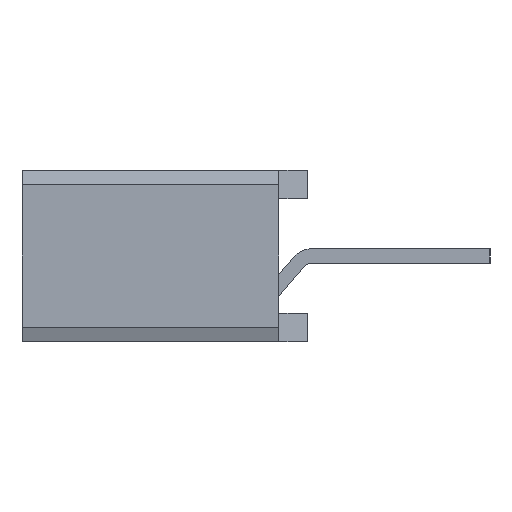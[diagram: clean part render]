
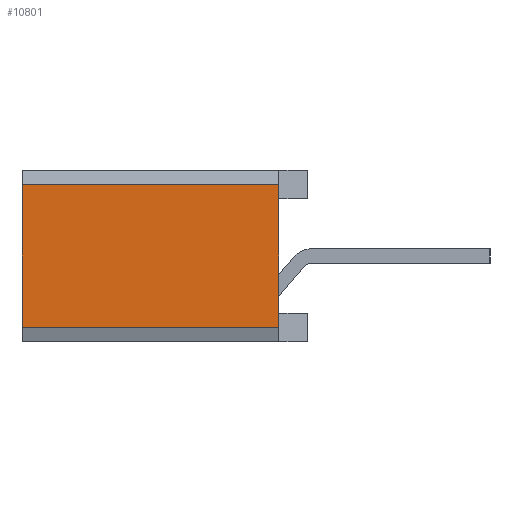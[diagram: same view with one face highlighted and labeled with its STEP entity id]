
A CAD part, left-side view. The second image highlights one B-rep face of the part: STEP entity #10801.
In plain terms, the highlighted planar face has unit normal (-1, 0, 0).
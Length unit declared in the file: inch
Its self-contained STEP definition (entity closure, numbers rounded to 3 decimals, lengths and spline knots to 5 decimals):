
#613=ORIENTED_EDGE('',*,*,#3698,.T.);
#614=ORIENTED_EDGE('',*,*,#3699,.T.);
#615=ORIENTED_EDGE('',*,*,#3700,.T.);
#616=ORIENTED_EDGE('',*,*,#3701,.F.);
#3698=EDGE_CURVE('',#5211,#5212,#6318,.T.);
#3699=EDGE_CURVE('',#5212,#5213,#6319,.T.);
#3700=EDGE_CURVE('',#5213,#5214,#6320,.T.);
#3701=EDGE_CURVE('',#5211,#5214,#6321,.T.);
#5211=VERTEX_POINT('',#15647);
#5212=VERTEX_POINT('',#15648);
#5213=VERTEX_POINT('',#15650);
#5214=VERTEX_POINT('',#15652);
#6318=LINE('',#15646,#7826);
#6319=LINE('',#15649,#7827);
#6320=LINE('',#15651,#7828);
#6321=LINE('',#15653,#7829);
#7826=VECTOR('',#12576,39.37008);
#7827=VECTOR('',#12577,39.37008);
#7828=VECTOR('',#12578,39.37008);
#7829=VECTOR('',#12579,39.37008);
#9003=EDGE_LOOP('',(#613,#614,#615,#616));
#9629=FACE_BOUND('',#9003,.T.);
#10255=PLANE('',#11416);
#10801=ADVANCED_FACE('',(#9629),#10255,.F.);
#11416=AXIS2_PLACEMENT_3D('',#15645,#12574,#12575);
#12574=DIRECTION('',(1.,0.,0.));
#12575=DIRECTION('',(0.,0.,-1.));
#12576=DIRECTION('',(0.,-1.,0.));
#12577=DIRECTION('',(0.,0.,1.));
#12578=DIRECTION('',(0.,1.,0.));
#12579=DIRECTION('',(0.,0.,1.));
#15645=CARTESIAN_POINT('',(-0.8,0.2,-0.06));
#15646=CARTESIAN_POINT('',(-0.8,0.2,-0.05));
#15647=CARTESIAN_POINT('',(-0.8,0.2,-0.05));
#15648=CARTESIAN_POINT('',(-0.8,0.02,-0.05));
#15649=CARTESIAN_POINT('',(-0.8,0.02,-0.04));
#15650=CARTESIAN_POINT('',(-0.8,0.02,0.05));
#15651=CARTESIAN_POINT('',(-0.8,0.2,0.05));
#15652=CARTESIAN_POINT('',(-0.8,0.2,0.05));
#15653=CARTESIAN_POINT('',(-0.8,0.2,-0.06));
